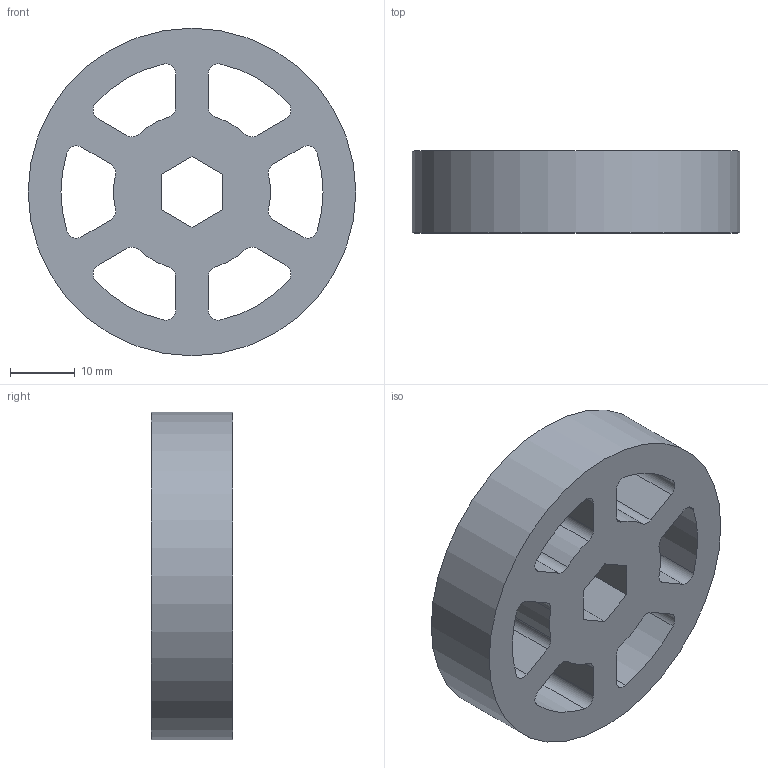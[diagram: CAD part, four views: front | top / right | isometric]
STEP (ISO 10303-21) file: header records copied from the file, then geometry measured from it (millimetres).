
FILE_DESCRIPTION(/* description */ (''),/* implementation_level */ '2;1');
FILE_NAME(/* name */ 'TTB-0032_2inch_squish_wheel.stp',/* time_stamp */ '2020-12-28T17:09:05-05:00',/* author */ ('rdogn'),/* organization */ (''),/* preprocessor_version */ 'ST-DEVELOPER v18.1',/* originating_system */ 'Autodesk Inventor 2021',/* authorisation */ '');
FILE_SCHEMA (('AUTOMOTIVE_DESIGN { 1 0 10303 214 3 1 1 }'));
Length unit declared in the file: inch
Products named in the file (1): 2inch_compliant_concept
Bounding box: 50.8 x 12.7 x 50.8 mm (x, y, z)
Volume: 17522.7 mm3; surface area: 8068.1 mm2
Topology: 1 solids, 1 shells, 57 faces, 167 edges, 112 vertices
Faces by surface type: cylinder 37, plane 20
Full cylindrical faces by diameter (mm): 50.8 x1
Entity records: 2004 total; most frequent: DIRECTION 359, CARTESIAN_POINT 337, ORIENTED_EDGE 334, EDGE_CURVE 167, AXIS2_PLACEMENT_3D 134, VERTEX_POINT 112, LINE 91, VECTOR 91
